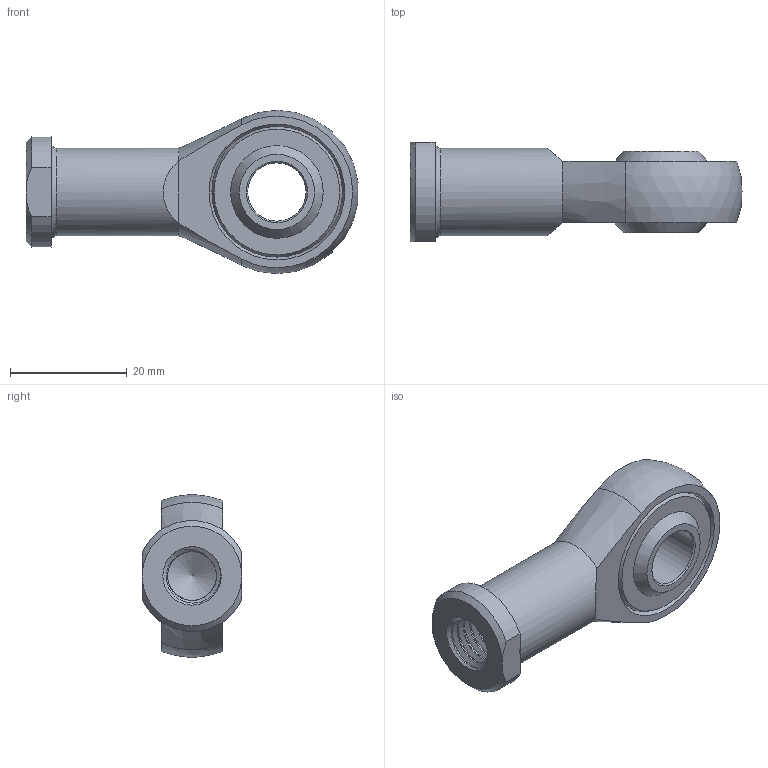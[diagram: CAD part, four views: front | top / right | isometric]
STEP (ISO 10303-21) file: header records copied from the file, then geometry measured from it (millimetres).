
FILE_DESCRIPTION(/* description */ (''),/* implementation_level */ '2;1');
FILE_NAME(/* name */ 'AG43.step',/* time_stamp */ '2024-07-01T13:44:34+02:00',/* author */ (''),/* organization */ (''),/* preprocessor_version */ 'ST-DEVELOPER v20',/* originating_system */ 'Autodesk Translation Framework v13.14.0.145',/* authorisation */ '');
FILE_SCHEMA (('AUTOMOTIVE_DESIGN { 1 0 10303 214 3 1 1 }'));
Length unit declared in the file: millimetre
Products named in the file (1): (Unsaved)
Bounding box: 56.9 x 17 x 28 mm (x, y, z)
Volume: 9249.2 mm3; surface area: 6645 mm2
Topology: 2 solids, 2 shells, 74 faces, 185 edges, 120 vertices
Faces by surface type: cylinder 38, plane 15, cone 12, sphere 5, bspline 3, torus 1
Full cylindrical faces by diameter (mm): 8.376 x15, 10 x16, 15 x1
Entity records: 19281 total; most frequent: CARTESIAN_POINT 17588, ORIENTED_EDGE 368, DIRECTION 295, EDGE_CURVE 184, VERTEX_POINT 120, AXIS2_PLACEMENT_3D 119, EDGE_LOOP 84, FACE_OUTER_BOUND 74
